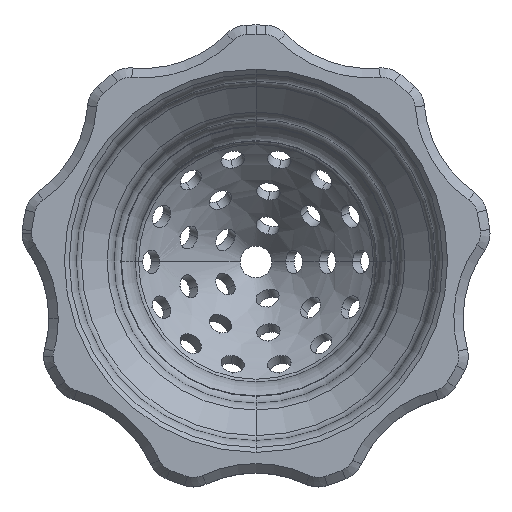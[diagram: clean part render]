
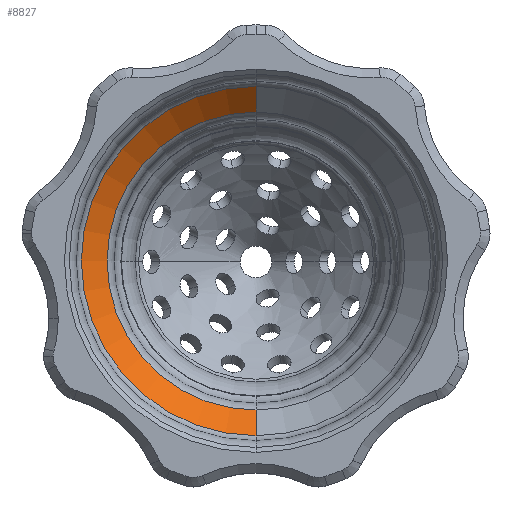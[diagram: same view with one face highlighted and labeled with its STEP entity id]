
A CAD part, top view. The second image highlights one B-rep face of the part: STEP entity #8827.
In plain terms, the highlighted conical face has half-angle 45 degrees and reference radius 30.5 mm.
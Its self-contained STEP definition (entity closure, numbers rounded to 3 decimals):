
#432 = AXIS2_PLACEMENT_3D ( 'NONE', #15839, #12117, #3364 ) ;
#849 = VERTEX_POINT ( 'NONE', #11657 ) ;
#1570 = EDGE_LOOP ( 'NONE', ( #13084, #8940, #3634, #6130 ) ) ;
#1844 = LINE ( 'NONE', #15725, #5499 ) ;
#1957 = CARTESIAN_POINT ( 'NONE',  ( 0., -29.621, 11.521 ) ) ;
#2064 = DIRECTION ( 'NONE',  ( 0., 0., -1. ) ) ;
#3364 = DIRECTION ( 'NONE',  ( 0., -1., 0. ) ) ;
#3634 = ORIENTED_EDGE ( 'NONE', *, *, #5955, .T. ) ;
#3665 = AXIS2_PLACEMENT_3D ( 'NONE', #14093, #2064, #9193 ) ;
#3865 = VERTEX_POINT ( 'NONE', #1957 ) ;
#5079 = VECTOR ( 'NONE', #9688, 1000. ) ;
#5499 = VECTOR ( 'NONE', #12502, 1000. ) ;
#5955 = EDGE_CURVE ( 'NONE', #13491, #3865, #6507, .T. ) ;
#6130 = ORIENTED_EDGE ( 'NONE', *, *, #15106, .F. ) ;
#6507 = CIRCLE ( 'NONE', #10191, 29.621 ) ;
#6907 = VERTEX_POINT ( 'NONE', #11793 ) ;
#7239 = CARTESIAN_POINT ( 'NONE',  ( 0., -30.5, 12.4 ) ) ;
#8478 = FACE_OUTER_BOUND ( 'NONE', #1570, .T. ) ;
#8827 = ADVANCED_FACE ( 'NONE', ( #8478 ), #9242, .F. ) ;
#8940 = ORIENTED_EDGE ( 'NONE', *, *, #13638, .T. ) ;
#9193 = DIRECTION ( 'NONE',  ( 0., 1., 0. ) ) ;
#9242 = CONICAL_SURFACE ( 'NONE', #432, 30.5, 0.785 ) ;
#9423 = CARTESIAN_POINT ( 'NONE',  ( 0., 29.621, 11.521 ) ) ;
#9688 = DIRECTION ( 'NONE',  ( 0., -0.707, 0.707 ) ) ;
#10191 = AXIS2_PLACEMENT_3D ( 'NONE', #14099, #15336, #15397 ) ;
#11383 = EDGE_CURVE ( 'NONE', #849, #6907, #11674, .T. ) ;
#11657 = CARTESIAN_POINT ( 'NONE',  ( 0., -25.272, 7.172 ) ) ;
#11674 = CIRCLE ( 'NONE', #3665, 25.272 ) ;
#11793 = CARTESIAN_POINT ( 'NONE',  ( 0., 25.272, 7.172 ) ) ;
#11812 = LINE ( 'NONE', #7239, #5079 ) ;
#12117 = DIRECTION ( 'NONE',  ( 0., 0., 1. ) ) ;
#12502 = DIRECTION ( 'NONE',  ( 0., 0.707, 0.707 ) ) ;
#13084 = ORIENTED_EDGE ( 'NONE', *, *, #11383, .T. ) ;
#13491 = VERTEX_POINT ( 'NONE', #9423 ) ;
#13638 = EDGE_CURVE ( 'NONE', #6907, #13491, #1844, .T. ) ;
#14093 = CARTESIAN_POINT ( 'NONE',  ( 0., 0., 7.172 ) ) ;
#14099 = CARTESIAN_POINT ( 'NONE',  ( 0., 0., 11.521 ) ) ;
#15106 = EDGE_CURVE ( 'NONE', #849, #3865, #11812, .T. ) ;
#15336 = DIRECTION ( 'NONE',  ( 0., 0., 1. ) ) ;
#15397 = DIRECTION ( 'NONE',  ( 0., -1., 0. ) ) ;
#15725 = CARTESIAN_POINT ( 'NONE',  ( 0., 30.5, 12.4 ) ) ;
#15839 = CARTESIAN_POINT ( 'NONE',  ( 0., 0., 12.4 ) ) ;
